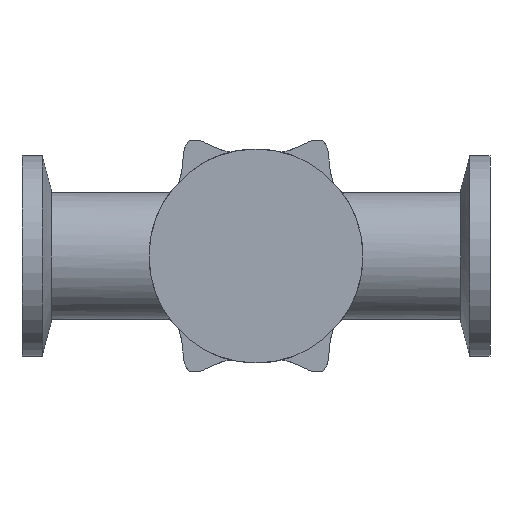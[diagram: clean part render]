
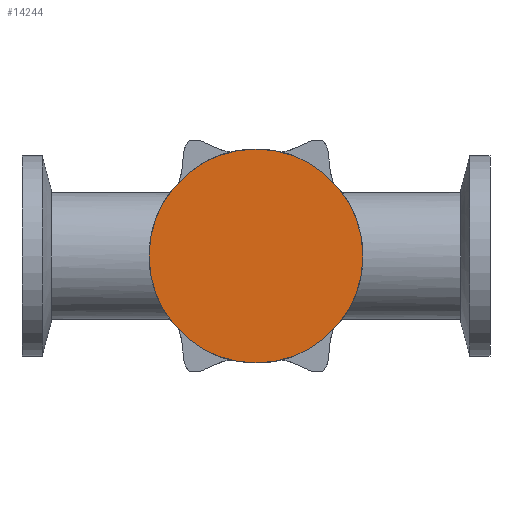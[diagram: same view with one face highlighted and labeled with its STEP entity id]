
A CAD part, front view. The second image highlights one B-rep face of the part: STEP entity #14244.
In plain terms, the highlighted planar face has unit normal (0, -1, 0).
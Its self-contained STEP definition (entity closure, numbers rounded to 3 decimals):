
#2668 = FACE_OUTER_BOUND ( 'NONE', #44280, .T. ) ;
#11381 = CIRCLE ( 'NONE', #21130, 16. ) ;
#14244 = ADVANCED_FACE ( 'NONE', ( #2668 ), #32607, .F. ) ;
#16997 = CIRCLE ( 'NONE', #50638, 16. ) ;
#18477 = EDGE_CURVE ( 'NONE', #26127, #20810, #16997, .T. ) ;
#19521 = DIRECTION ( 'NONE',  ( 0., 0., 1. ) ) ;
#20810 = VERTEX_POINT ( 'NONE', #41034 ) ;
#20998 = AXIS2_PLACEMENT_3D ( 'NONE', #49520, #53147, #36768 ) ;
#21130 = AXIS2_PLACEMENT_3D ( 'NONE', #48962, #27098, #53133 ) ;
#26127 = VERTEX_POINT ( 'NONE', #44527 ) ;
#27098 = DIRECTION ( 'NONE',  ( 0., 1., 0. ) ) ;
#32607 = PLANE ( 'NONE',  #20998 ) ;
#32823 = DIRECTION ( 'NONE',  ( 0., 1., 0. ) ) ;
#36768 = DIRECTION ( 'NONE',  ( 0., 0., 1. ) ) ;
#40608 = CARTESIAN_POINT ( 'NONE',  ( 0., -18., 0. ) ) ;
#41034 = CARTESIAN_POINT ( 'NONE',  ( 0., -18., 16. ) ) ;
#44280 = EDGE_LOOP ( 'NONE', ( #51297, #51004 ) ) ;
#44527 = CARTESIAN_POINT ( 'NONE',  ( 0., -18., -16. ) ) ;
#48962 = CARTESIAN_POINT ( 'NONE',  ( 0., -18., 0. ) ) ;
#49520 = CARTESIAN_POINT ( 'NONE',  ( 0., -18., 0. ) ) ;
#50638 = AXIS2_PLACEMENT_3D ( 'NONE', #40608, #32823, #19521 ) ;
#50787 = EDGE_CURVE ( 'NONE', #20810, #26127, #11381, .T. ) ;
#51004 = ORIENTED_EDGE ( 'NONE', *, *, #50787, .F. ) ;
#51297 = ORIENTED_EDGE ( 'NONE', *, *, #18477, .F. ) ;
#53133 = DIRECTION ( 'NONE',  ( 0., 0., 1. ) ) ;
#53147 = DIRECTION ( 'NONE',  ( 0., 1., 0. ) ) ;
